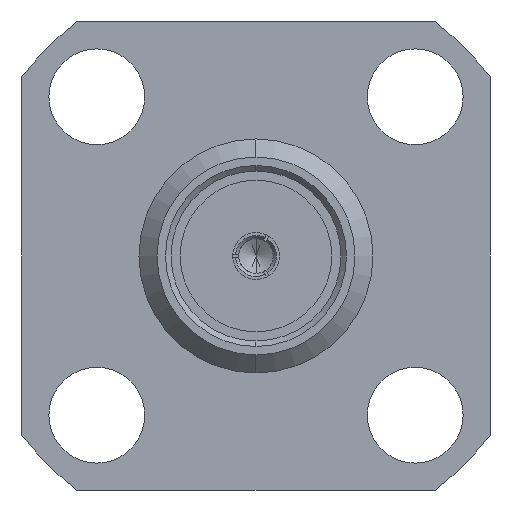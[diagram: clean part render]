
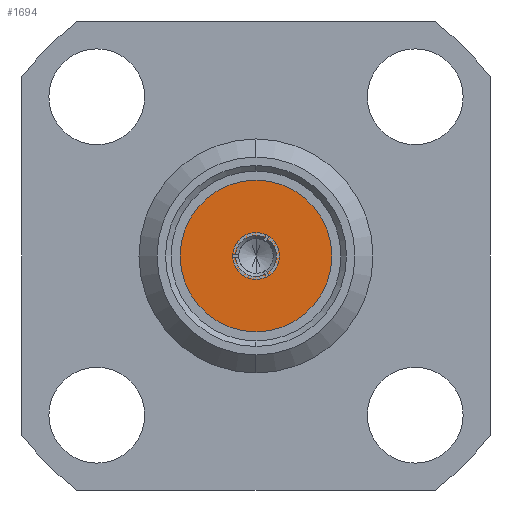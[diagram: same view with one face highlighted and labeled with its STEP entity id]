
A CAD part, left-side view. The second image highlights one B-rep face of the part: STEP entity #1694.
In plain terms, the highlighted planar face has unit normal (-1, 0, 0).
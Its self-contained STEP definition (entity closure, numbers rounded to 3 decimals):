
#58 = DIRECTION ( 'NONE',  ( 0., 0., 1. ) ) ;
#76 = VERTEX_POINT ( 'NONE', #3176 ) ;
#149 = ORIENTED_EDGE ( 'NONE', *, *, #3844, .F. ) ;
#156 = VERTEX_POINT ( 'NONE', #326 ) ;
#173 = VECTOR ( 'NONE', #4842, 1000. ) ;
#219 = CARTESIAN_POINT ( 'NONE',  ( 1.98, -0.271, 0.384 ) ) ;
#259 = CARTESIAN_POINT ( 'NONE',  ( 1.98, 0., 0. ) ) ;
#280 = AXIS2_PLACEMENT_3D ( 'NONE', #423, #1917, #3444 ) ;
#326 = CARTESIAN_POINT ( 'NONE',  ( 1.98, -0.314, 0.458 ) ) ;
#382 = EDGE_CURVE ( 'NONE', #3997, #665, #3647, .T. ) ;
#390 = VERTEX_POINT ( 'NONE', #1049 ) ;
#423 = CARTESIAN_POINT ( 'NONE',  ( 1.98, 0., 0. ) ) ;
#452 = CARTESIAN_POINT ( 'NONE',  ( 1.98, 0.642, -0.043 ) ) ;
#458 = VECTOR ( 'NONE', #2925, 1000. ) ;
#460 = VERTEX_POINT ( 'NONE', #1367 ) ;
#499 = VERTEX_POINT ( 'NONE', #2127 ) ;
#527 = VECTOR ( 'NONE', #4128, 1000. ) ;
#555 = CARTESIAN_POINT ( 'NONE',  ( 1.98, 0., 0. ) ) ;
#611 = CARTESIAN_POINT ( 'NONE',  ( 1.98, 0., -2.058 ) ) ;
#643 = LINE ( 'NONE', #1430, #458 ) ;
#665 = VERTEX_POINT ( 'NONE', #1682 ) ;
#735 = ORIENTED_EDGE ( 'NONE', *, *, #4534, .T. ) ;
#738 = EDGE_CURVE ( 'NONE', #2940, #76, #2915, .T. ) ;
#778 = ORIENTED_EDGE ( 'NONE', *, *, #4185, .F. ) ;
#800 = DIRECTION ( 'NONE',  ( 0., 0., 1. ) ) ;
#837 = EDGE_CURVE ( 'NONE', #2697, #156, #3769, .T. ) ;
#876 = EDGE_CURVE ( 'NONE', #4163, #4759, #4707, .T. ) ;
#906 = DIRECTION ( 'NONE',  ( -1., 0., 0. ) ) ;
#964 = DIRECTION ( 'NONE',  ( 0., -0.5, 0.866 ) ) ;
#1044 = AXIS2_PLACEMENT_3D ( 'NONE', #3388, #1523, #1569 ) ;
#1049 = CARTESIAN_POINT ( 'NONE',  ( 1.98, 0.642, 0.043 ) ) ;
#1100 = EDGE_CURVE ( 'NONE', #4464, #4492, #3075, .T. ) ;
#1102 = DIRECTION ( 'NONE',  ( -1., 0., 0. ) ) ;
#1113 = CARTESIAN_POINT ( 'NONE',  ( 1.98, 0.554, -0.043 ) ) ;
#1186 = CARTESIAN_POINT ( 'NONE',  ( 1.98, 0., 0. ) ) ;
#1281 = LINE ( 'NONE', #219, #4818 ) ;
#1290 = DIRECTION ( 'NONE',  ( 0., 0., 1. ) ) ;
#1359 = VECTOR ( 'NONE', #1618, 1000. ) ;
#1362 = CARTESIAN_POINT ( 'NONE',  ( 1.98, -0.197, 0.427 ) ) ;
#1367 = CARTESIAN_POINT ( 'NONE',  ( 1.98, -0.358, -0.535 ) ) ;
#1422 = CARTESIAN_POINT ( 'NONE',  ( 1.98, 0., 2.058 ) ) ;
#1423 = AXIS2_PLACEMENT_3D ( 'NONE', #3909, #2439, #3533 ) ;
#1430 = CARTESIAN_POINT ( 'NONE',  ( 1.98, 0.468, -0.043 ) ) ;
#1510 = PLANE ( 'NONE',  #3158 ) ;
#1523 = DIRECTION ( 'NONE',  ( -1., 0., 0. ) ) ;
#1569 = DIRECTION ( 'NONE',  ( 0., 0., 1. ) ) ;
#1575 = EDGE_CURVE ( 'NONE', #665, #390, #2934, .T. ) ;
#1618 = DIRECTION ( 'NONE',  ( 0., 0.5, 0.866 ) ) ;
#1665 = VECTOR ( 'NONE', #1877, 1000. ) ;
#1681 = VERTEX_POINT ( 'NONE', #3450 ) ;
#1682 = CARTESIAN_POINT ( 'NONE',  ( 1.98, 0.554, 0.043 ) ) ;
#1694 = ADVANCED_FACE ( 'NONE', ( #3054, #4490 ), #1510, .T. ) ;
#1848 = EDGE_CURVE ( 'NONE', #390, #2455, #4250, .T. ) ;
#1877 = DIRECTION ( 'NONE',  ( 0., 1., 0. ) ) ;
#1899 = DIRECTION ( 'NONE',  ( -1., 0., 0. ) ) ;
#1917 = DIRECTION ( 'NONE',  ( -1., 0., 0. ) ) ;
#1945 = ORIENTED_EDGE ( 'NONE', *, *, #837, .F. ) ;
#1979 = EDGE_CURVE ( 'NONE', #2455, #2940, #643, .T. ) ;
#2025 = ORIENTED_EDGE ( 'NONE', *, *, #876, .F. ) ;
#2063 = CIRCLE ( 'NONE', #1044, 2.058 ) ;
#2078 = CARTESIAN_POINT ( 'NONE',  ( 1.98, 0., 0.555 ) ) ;
#2125 = AXIS2_PLACEMENT_3D ( 'NONE', #259, #2908, #3595 ) ;
#2127 = CARTESIAN_POINT ( 'NONE',  ( 1.98, -0.284, -0.578 ) ) ;
#2226 = CARTESIAN_POINT ( 'NONE',  ( 1.98, 0., 0. ) ) ;
#2245 = ORIENTED_EDGE ( 'NONE', *, *, #738, .F. ) ;
#2353 = CARTESIAN_POINT ( 'NONE',  ( 1.98, -0.271, -0.384 ) ) ;
#2439 = DIRECTION ( 'NONE',  ( -1., 0., 0. ) ) ;
#2455 = VERTEX_POINT ( 'NONE', #452 ) ;
#2661 = LINE ( 'NONE', #3438, #173 ) ;
#2678 = CARTESIAN_POINT ( 'NONE',  ( 1.98, -0.284, 0.578 ) ) ;
#2697 = VERTEX_POINT ( 'NONE', #3323 ) ;
#2713 = ORIENTED_EDGE ( 'NONE', *, *, #4499, .F. ) ;
#2763 = CARTESIAN_POINT ( 'NONE',  ( 1.98, 0.642, 0.043 ) ) ;
#2882 = EDGE_CURVE ( 'NONE', #1681, #4163, #3328, .T. ) ;
#2908 = DIRECTION ( 'NONE',  ( -1., 0., 0. ) ) ;
#2915 = CIRCLE ( 'NONE', #3546, 0.555 ) ;
#2918 = LINE ( 'NONE', #3269, #4029 ) ;
#2925 = DIRECTION ( 'NONE',  ( 0., -1., 0. ) ) ;
#2934 = LINE ( 'NONE', #3209, #1665 ) ;
#2940 = VERTEX_POINT ( 'NONE', #1113 ) ;
#2977 = EDGE_LOOP ( 'NONE', ( #735, #3184 ) ) ;
#3029 = ORIENTED_EDGE ( 'NONE', *, *, #1575, .F. ) ;
#3054 = FACE_BOUND ( 'NONE', #4387, .T. ) ;
#3075 = CIRCLE ( 'NONE', #1423, 2.058 ) ;
#3109 = ORIENTED_EDGE ( 'NONE', *, *, #2882, .F. ) ;
#3153 = ORIENTED_EDGE ( 'NONE', *, *, #1848, .F. ) ;
#3158 = AXIS2_PLACEMENT_3D ( 'NONE', #1186, #1899, #800 ) ;
#3176 = CARTESIAN_POINT ( 'NONE',  ( 1.98, -0.24, -0.501 ) ) ;
#3184 = ORIENTED_EDGE ( 'NONE', *, *, #1100, .T. ) ;
#3197 = DIRECTION ( 'NONE',  ( 0., 0., -1. ) ) ;
#3206 = EDGE_CURVE ( 'NONE', #156, #1681, #1281, .T. ) ;
#3209 = CARTESIAN_POINT ( 'NONE',  ( 1.98, 0.468, 0.043 ) ) ;
#3269 = CARTESIAN_POINT ( 'NONE',  ( 1.98, -0.197, -0.427 ) ) ;
#3321 = ORIENTED_EDGE ( 'NONE', *, *, #382, .F. ) ;
#3323 = CARTESIAN_POINT ( 'NONE',  ( 1.98, -0.314, -0.458 ) ) ;
#3328 = LINE ( 'NONE', #3597, #527 ) ;
#3388 = CARTESIAN_POINT ( 'NONE',  ( 1.98, 0., 0. ) ) ;
#3438 = CARTESIAN_POINT ( 'NONE',  ( 1.98, -0.284, -0.578 ) ) ;
#3444 = DIRECTION ( 'NONE',  ( 0., 0., 1. ) ) ;
#3450 = CARTESIAN_POINT ( 'NONE',  ( 1.98, -0.358, 0.535 ) ) ;
#3509 = ORIENTED_EDGE ( 'NONE', *, *, #3206, .F. ) ;
#3533 = DIRECTION ( 'NONE',  ( 0., 0., 1. ) ) ;
#3546 = AXIS2_PLACEMENT_3D ( 'NONE', #555, #906, #1290 ) ;
#3595 = DIRECTION ( 'NONE',  ( 0., 0., 1. ) ) ;
#3597 = CARTESIAN_POINT ( 'NONE',  ( 1.98, -0.358, 0.535 ) ) ;
#3647 = CIRCLE ( 'NONE', #280, 0.555 ) ;
#3769 = CIRCLE ( 'NONE', #2125, 0.555 ) ;
#3844 = EDGE_CURVE ( 'NONE', #499, #460, #2661, .T. ) ;
#3909 = CARTESIAN_POINT ( 'NONE',  ( 1.98, 0., 0. ) ) ;
#3997 = VERTEX_POINT ( 'NONE', #2078 ) ;
#4029 = VECTOR ( 'NONE', #4402, 1000. ) ;
#4035 = ORIENTED_EDGE ( 'NONE', *, *, #4710, .F. ) ;
#4128 = DIRECTION ( 'NONE',  ( 0., 0.866, 0.5 ) ) ;
#4163 = VERTEX_POINT ( 'NONE', #2678 ) ;
#4175 = ORIENTED_EDGE ( 'NONE', *, *, #1979, .F. ) ;
#4185 = EDGE_CURVE ( 'NONE', #4759, #3997, #4472, .T. ) ;
#4250 = LINE ( 'NONE', #2763, #4435 ) ;
#4387 = EDGE_LOOP ( 'NONE', ( #3509, #1945, #4035, #149, #2713, #2245, #4175, #3153, #3029, #3321, #778, #2025, #3109 ) ) ;
#4402 = DIRECTION ( 'NONE',  ( 0., -0.5, -0.866 ) ) ;
#4435 = VECTOR ( 'NONE', #3197, 1000. ) ;
#4464 = VERTEX_POINT ( 'NONE', #611 ) ;
#4472 = CIRCLE ( 'NONE', #4703, 0.555 ) ;
#4490 = FACE_OUTER_BOUND ( 'NONE', #2977, .T. ) ;
#4492 = VERTEX_POINT ( 'NONE', #1422 ) ;
#4499 = EDGE_CURVE ( 'NONE', #76, #499, #2918, .T. ) ;
#4534 = EDGE_CURVE ( 'NONE', #4492, #4464, #2063, .T. ) ;
#4623 = VECTOR ( 'NONE', #4684, 1000. ) ;
#4684 = DIRECTION ( 'NONE',  ( 0., 0.5, -0.866 ) ) ;
#4689 = LINE ( 'NONE', #2353, #1359 ) ;
#4703 = AXIS2_PLACEMENT_3D ( 'NONE', #2226, #1102, #58 ) ;
#4707 = LINE ( 'NONE', #1362, #4623 ) ;
#4710 = EDGE_CURVE ( 'NONE', #460, #2697, #4689, .T. ) ;
#4757 = CARTESIAN_POINT ( 'NONE',  ( 1.98, -0.24, 0.501 ) ) ;
#4759 = VERTEX_POINT ( 'NONE', #4757 ) ;
#4818 = VECTOR ( 'NONE', #964, 1000. ) ;
#4842 = DIRECTION ( 'NONE',  ( 0., -0.866, 0.5 ) ) ;
